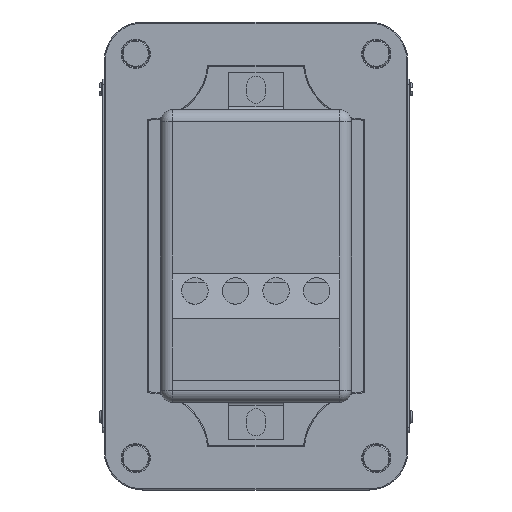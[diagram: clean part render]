
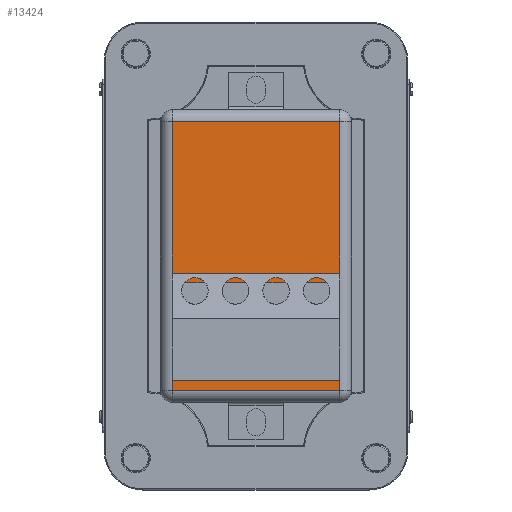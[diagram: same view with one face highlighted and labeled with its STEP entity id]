
A CAD part, front view. The second image highlights one B-rep face of the part: STEP entity #13424.
In plain terms, the highlighted planar face has unit normal (0, -1, 0).
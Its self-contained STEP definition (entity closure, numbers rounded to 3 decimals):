
#816 = DIRECTION ( 'NONE',  ( 1., 0., 0. ) ) ;
#986 = DIRECTION ( 'NONE',  ( 0., 0., -1. ) ) ;
#1448 = DIRECTION ( 'NONE',  ( 0., 0., 1. ) ) ;
#1941 = CARTESIAN_POINT ( 'NONE',  ( -21., -11.295, -33.75 ) ) ;
#2072 = VERTEX_POINT ( 'NONE', #5815 ) ;
#3567 = VERTEX_POINT ( 'NONE', #14240 ) ;
#3722 = EDGE_LOOP ( 'NONE', ( #4334, #7676, #13372, #13417 ) ) ;
#4334 = ORIENTED_EDGE ( 'NONE', *, *, #13867, .T. ) ;
#5028 = EDGE_CURVE ( 'NONE', #3567, #2072, #11486, .T. ) ;
#5451 = AXIS2_PLACEMENT_3D ( 'NONE', #15820, #10117, #1448 ) ;
#5815 = CARTESIAN_POINT ( 'NONE',  ( 21., -11.295, 33.75 ) ) ;
#6786 = CARTESIAN_POINT ( 'NONE',  ( -21., -11.295, -33.75 ) ) ;
#6857 = EDGE_CURVE ( 'NONE', #2072, #18168, #14054, .T. ) ;
#7676 = ORIENTED_EDGE ( 'NONE', *, *, #14701, .T. ) ;
#8723 = VECTOR ( 'NONE', #816, 1000. ) ;
#9180 = LINE ( 'NONE', #9507, #8723 ) ;
#9507 = CARTESIAN_POINT ( 'NONE',  ( -21., -11.295, -33.75 ) ) ;
#10117 = DIRECTION ( 'NONE',  ( 0., 1., 0. ) ) ;
#11036 = VECTOR ( 'NONE', #13790, 1000. ) ;
#11088 = CARTESIAN_POINT ( 'NONE',  ( -21., -11.295, 33.75 ) ) ;
#11349 = CARTESIAN_POINT ( 'NONE',  ( -21., -11.295, 33.75 ) ) ;
#11358 = FACE_OUTER_BOUND ( 'NONE', #3722, .T. ) ;
#11486 = LINE ( 'NONE', #16196, #11036 ) ;
#11548 = VECTOR ( 'NONE', #986, 1000. ) ;
#13372 = ORIENTED_EDGE ( 'NONE', *, *, #5028, .T. ) ;
#13417 = ORIENTED_EDGE ( 'NONE', *, *, #6857, .T. ) ;
#13424 = ADVANCED_FACE ( 'NONE', ( #11358 ), #18670, .F. ) ;
#13617 = VECTOR ( 'NONE', #14214, 1000. ) ;
#13790 = DIRECTION ( 'NONE',  ( 0., 0., 1. ) ) ;
#13867 = EDGE_CURVE ( 'NONE', #18168, #14041, #15343, .T. ) ;
#14041 = VERTEX_POINT ( 'NONE', #1941 ) ;
#14054 = LINE ( 'NONE', #11349, #13617 ) ;
#14214 = DIRECTION ( 'NONE',  ( -1., 0., 0. ) ) ;
#14240 = CARTESIAN_POINT ( 'NONE',  ( 21., -11.295, -33.75 ) ) ;
#14701 = EDGE_CURVE ( 'NONE', #14041, #3567, #9180, .T. ) ;
#15343 = LINE ( 'NONE', #6786, #11548 ) ;
#15820 = CARTESIAN_POINT ( 'NONE',  ( -21., -11.295, -33.75 ) ) ;
#16196 = CARTESIAN_POINT ( 'NONE',  ( 21., -11.295, -33.75 ) ) ;
#18168 = VERTEX_POINT ( 'NONE', #11088 ) ;
#18670 = PLANE ( 'NONE',  #5451 ) ;
